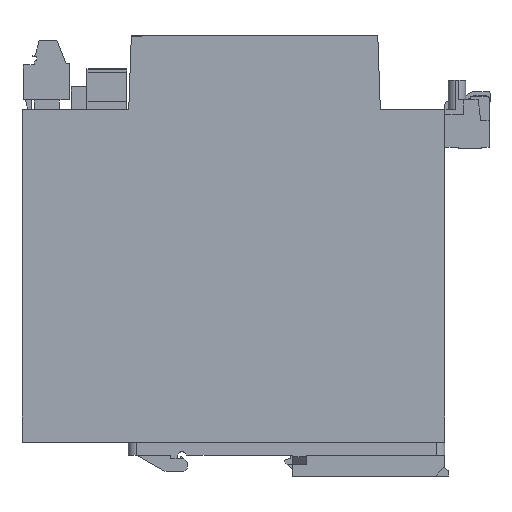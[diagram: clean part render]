
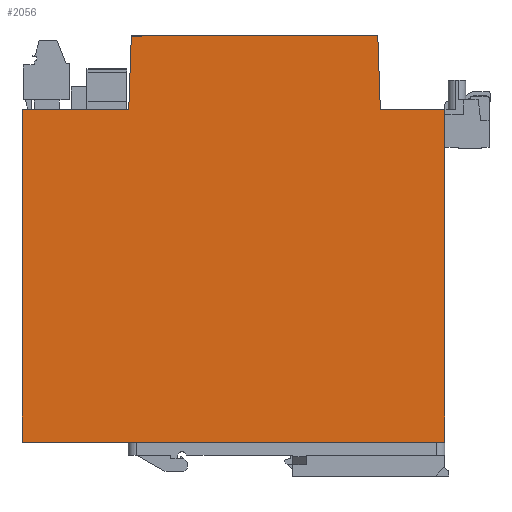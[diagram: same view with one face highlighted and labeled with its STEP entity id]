
A CAD part, left-side view. The second image highlights one B-rep face of the part: STEP entity #2056.
In plain terms, the highlighted planar face has unit normal (-1, 0, 0).
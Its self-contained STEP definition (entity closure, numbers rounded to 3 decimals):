
#1988=AXIS2_PLACEMENT_3D('Plane Axis2P3D',#1985,#1986,#1987) ;
#78=CARTESIAN_POINT('Vertex',(0.,143.625,112.7)) ;
#81=CARTESIAN_POINT('Line Origine',(0.,127.218,112.7)) ;
#85=CARTESIAN_POINT('Vertex',(0.,110.811,112.7)) ;
#861=CARTESIAN_POINT('Vertex',(0.,143.625,10.5)) ;
#864=CARTESIAN_POINT('Line Origine',(0.,143.625,61.6)) ;
#1985=CARTESIAN_POINT('Axis2P3D Location',(0.,12.425,0.)) ;
#1990=CARTESIAN_POINT('Line Origine',(0.,110.018,135.35)) ;
#1994=CARTESIAN_POINT('Vertex',(0.,110.018,135.4)) ;
#1996=CARTESIAN_POINT('Vertex',(0.,110.018,135.3)) ;
#1999=CARTESIAN_POINT('Line Origine',(0.,110.02,135.3)) ;
#2003=CARTESIAN_POINT('Vertex',(0.,110.022,135.3)) ;
#2006=CARTESIAN_POINT('Line Origine',(0.,110.416,124.)) ;
#2011=CARTESIAN_POINT('Line Origine',(0.,78.625,10.5)) ;
#2015=CARTESIAN_POINT('Vertex',(0.,13.625,10.5)) ;
#2018=CARTESIAN_POINT('Line Origine',(0.,13.625,61.6)) ;
#2022=CARTESIAN_POINT('Vertex',(0.,13.625,112.7)) ;
#2025=CARTESIAN_POINT('Line Origine',(0.,23.532,112.7)) ;
#2029=CARTESIAN_POINT('Vertex',(0.,33.439,112.7)) ;
#2032=CARTESIAN_POINT('Line Origine',(0.,33.836,124.05)) ;
#2036=CARTESIAN_POINT('Vertex',(0.,34.232,135.4)) ;
#2039=CARTESIAN_POINT('Line Origine',(0.,72.125,135.4)) ;
#82=DIRECTION('Vector Direction',(0.,-1.,0.)) ;
#865=DIRECTION('Vector Direction',(0.,0.,1.)) ;
#1986=DIRECTION('Axis2P3D Direction',(1.,0.,0.)) ;
#1987=DIRECTION('Axis2P3D XDirection',(0.,1.,0.)) ;
#1991=DIRECTION('Vector Direction',(0.,0.,-1.)) ;
#2000=DIRECTION('Vector Direction',(0.,1.,0.)) ;
#2007=DIRECTION('Vector Direction',(0.,-0.035,0.999)) ;
#2012=DIRECTION('Vector Direction',(0.,1.,0.)) ;
#2019=DIRECTION('Vector Direction',(0.,0.,1.)) ;
#2026=DIRECTION('Vector Direction',(0.,-1.,0.)) ;
#2033=DIRECTION('Vector Direction',(0.,-0.035,-0.999)) ;
#2040=DIRECTION('Vector Direction',(0.,-1.,0.)) ;
#83=VECTOR('Line Direction',#82,1.) ;
#866=VECTOR('Line Direction',#865,1.) ;
#1992=VECTOR('Line Direction',#1991,1.) ;
#2001=VECTOR('Line Direction',#2000,1.) ;
#2008=VECTOR('Line Direction',#2007,1.) ;
#2013=VECTOR('Line Direction',#2012,1.) ;
#2020=VECTOR('Line Direction',#2019,1.) ;
#2027=VECTOR('Line Direction',#2026,1.) ;
#2034=VECTOR('Line Direction',#2033,1.) ;
#2041=VECTOR('Line Direction',#2040,1.) ;
#2045=ORIENTED_EDGE('',*,*,#1998,.T.) ;
#2046=ORIENTED_EDGE('',*,*,#2005,.F.) ;
#2047=ORIENTED_EDGE('',*,*,#2010,.F.) ;
#2048=ORIENTED_EDGE('',*,*,#87,.F.) ;
#2049=ORIENTED_EDGE('',*,*,#868,.F.) ;
#2050=ORIENTED_EDGE('',*,*,#2017,.F.) ;
#2051=ORIENTED_EDGE('',*,*,#2024,.F.) ;
#2052=ORIENTED_EDGE('',*,*,#2031,.F.) ;
#2053=ORIENTED_EDGE('',*,*,#2038,.F.) ;
#2054=ORIENTED_EDGE('',*,*,#2043,.F.) ;
#2056=ADVANCED_FACE('STROMVERSORGUNG',(#2055),#1989,.F.) ;
#87=EDGE_CURVE('',#79,#86,#84,.T.) ;
#868=EDGE_CURVE('',#862,#79,#867,.T.) ;
#1998=EDGE_CURVE('',#1995,#1997,#1993,.T.) ;
#2005=EDGE_CURVE('',#2004,#1997,#2002,.F.) ;
#2010=EDGE_CURVE('',#86,#2004,#2009,.T.) ;
#2017=EDGE_CURVE('',#2016,#862,#2014,.T.) ;
#2024=EDGE_CURVE('',#2023,#2016,#2021,.F.) ;
#2031=EDGE_CURVE('',#2030,#2023,#2028,.T.) ;
#2038=EDGE_CURVE('',#2037,#2030,#2035,.T.) ;
#2043=EDGE_CURVE('',#1995,#2037,#2042,.T.) ;
#2044=EDGE_LOOP('',(#2045,#2046,#2047,#2048,#2049,#2050,#2051,#2052,#2053,#2054)) ;
#2055=FACE_OUTER_BOUND('',#2044,.T.) ;
#84=LINE('Line',#81,#83) ;
#867=LINE('Line',#864,#866) ;
#1993=LINE('Line',#1990,#1992) ;
#2002=LINE('Line',#1999,#2001) ;
#2009=LINE('Line',#2006,#2008) ;
#2014=LINE('Line',#2011,#2013) ;
#2021=LINE('Line',#2018,#2020) ;
#2028=LINE('Line',#2025,#2027) ;
#2035=LINE('Line',#2032,#2034) ;
#2042=LINE('Line',#2039,#2041) ;
#1989=PLANE('',#1988) ;
#79=VERTEX_POINT('',#78) ;
#86=VERTEX_POINT('',#85) ;
#862=VERTEX_POINT('',#861) ;
#1995=VERTEX_POINT('',#1994) ;
#1997=VERTEX_POINT('',#1996) ;
#2004=VERTEX_POINT('',#2003) ;
#2016=VERTEX_POINT('',#2015) ;
#2023=VERTEX_POINT('',#2022) ;
#2030=VERTEX_POINT('',#2029) ;
#2037=VERTEX_POINT('',#2036) ;
